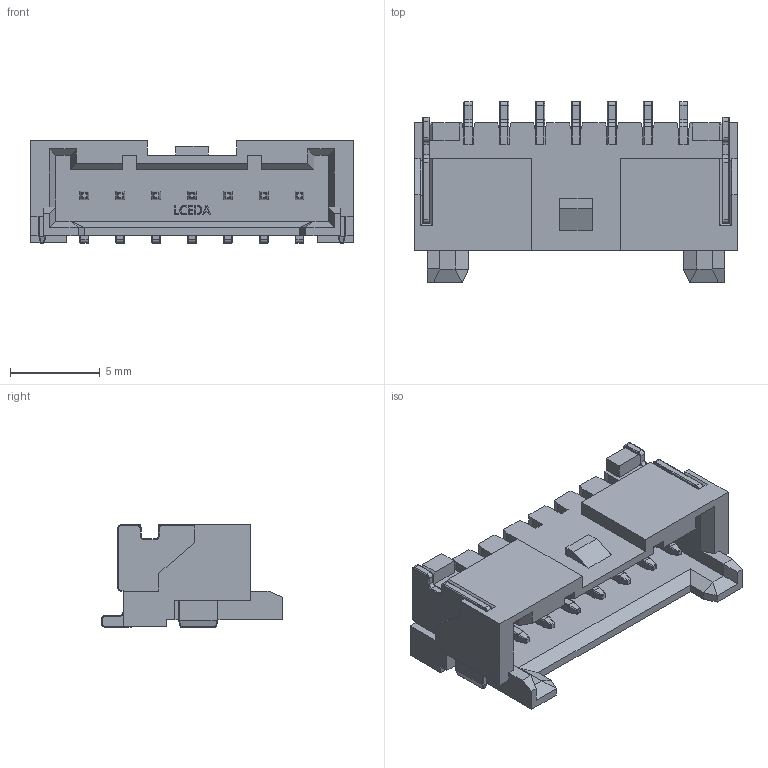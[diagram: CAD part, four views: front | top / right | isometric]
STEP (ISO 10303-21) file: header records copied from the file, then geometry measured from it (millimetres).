
FILE_DESCRIPTION (( 'STEP AP214' ), '1' );
FILE_NAME ('CONN-SMD_PA2.00-WS-7P.step', '2022-08-08T03:22:12', ( '' ), ( '' ), 'SwSTEP 2.0', 'SolidWorks 2020', '' );
FILE_SCHEMA (( 'AUTOMOTIVE_DESIGN' ));
Length unit declared in the file: millimetre
Products named in the file (1): CONN-SMD_PA2.00-WS-7P
Bounding box: 18 x 10.1 x 5.71 mm (x, y, z)
Volume: 424.2 mm3; surface area: 919.6 mm2
Topology: 14 solids, 14 shells, 1057 faces, 2679 edges, 1644 vertices
Faces by surface type: plane 503, cylinder 290, bspline 116, torus 112, sphere 36
Entity records: 44317 total; most frequent: CARTESIAN_POINT 8023, ORIENTED_EDGE 5302, DIRECTION 4799, EDGE_CURVE 2651, LINE 1667, VECTOR 1667, VERTEX_POINT 1644, AXIS2_PLACEMENT_3D 1566
